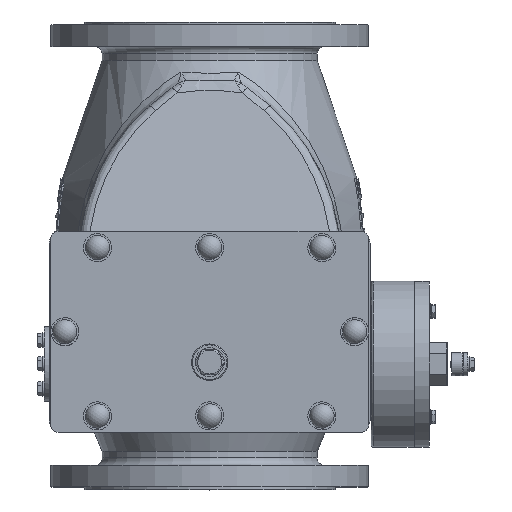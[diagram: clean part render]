
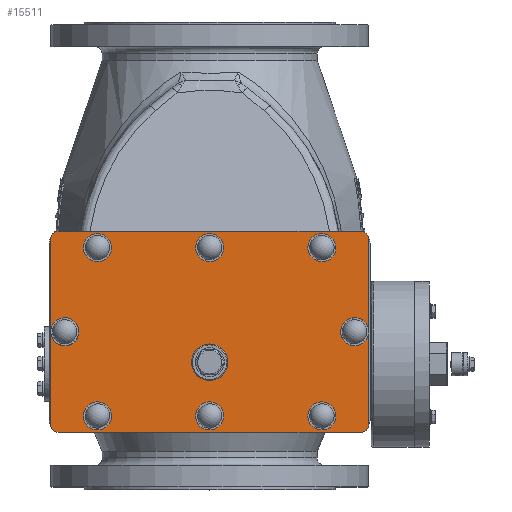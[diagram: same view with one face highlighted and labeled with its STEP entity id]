
A CAD part, top view. The second image highlights one B-rep face of the part: STEP entity #15511.
In plain terms, the highlighted planar face has unit normal (0, 0, 1).
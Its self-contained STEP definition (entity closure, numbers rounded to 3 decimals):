
#896=LINE('',#22225,#1647);
#897=LINE('',#22228,#1648);
#898=LINE('',#22232,#1649);
#899=LINE('',#22235,#1650);
#900=LINE('',#22237,#1651);
#901=LINE('',#22240,#1652);
#1647=VECTOR('',#18236,10.);
#1648=VECTOR('',#18239,10.);
#1649=VECTOR('',#18242,10.);
#1650=VECTOR('',#18245,10.);
#1651=VECTOR('',#18246,10.);
#1652=VECTOR('',#18249,10.);
#2775=FACE_BOUND('',#4053,.T.);
#2776=FACE_BOUND('',#4054,.T.);
#2777=FACE_BOUND('',#4055,.T.);
#2778=FACE_BOUND('',#4056,.T.);
#2779=FACE_BOUND('',#4057,.T.);
#2780=FACE_BOUND('',#4058,.T.);
#2781=FACE_BOUND('',#4059,.T.);
#3071=FACE_OUTER_BOUND('',#4052,.T.);
#4052=EDGE_LOOP('',(#9811,#9812,#9813,#9814,#9815,#9816,#9817,#9818,#9819,
#9820,#9821,#9822));
#4053=EDGE_LOOP('',(#9823));
#4054=EDGE_LOOP('',(#9824));
#4055=EDGE_LOOP('',(#9825));
#4056=EDGE_LOOP('',(#9826));
#4057=EDGE_LOOP('',(#9827));
#4058=EDGE_LOOP('',(#9828));
#4059=EDGE_LOOP('',(#9829));
#5227=CIRCLE('',#16520,19.5);
#5229=CIRCLE('',#16523,15.);
#5231=CIRCLE('',#16528,8.);
#5232=CIRCLE('',#16529,15.);
#5233=CIRCLE('',#16530,8.);
#5234=CIRCLE('',#16531,8.);
#5235=CIRCLE('',#16532,8.);
#5236=CIRCLE('',#16533,15.);
#5237=CIRCLE('',#16534,15.);
#5238=CIRCLE('',#16535,15.);
#5239=CIRCLE('',#16536,15.);
#5240=CIRCLE('',#16537,15.);
#5241=CIRCLE('',#16538,15.);
#5992=VERTEX_POINT('',#22209);
#5994=VERTEX_POINT('',#22214);
#5996=VERTEX_POINT('',#22221);
#5997=VERTEX_POINT('',#22222);
#5998=VERTEX_POINT('',#22224);
#5999=VERTEX_POINT('',#22227);
#6000=VERTEX_POINT('',#22229);
#6001=VERTEX_POINT('',#22231);
#6002=VERTEX_POINT('',#22233);
#6003=VERTEX_POINT('',#22236);
#6004=VERTEX_POINT('',#22238);
#6005=VERTEX_POINT('',#22241);
#6006=VERTEX_POINT('',#22243);
#6007=VERTEX_POINT('',#22245);
#6008=VERTEX_POINT('',#22247);
#6009=VERTEX_POINT('',#22249);
#6010=VERTEX_POINT('',#22251);
#7502=EDGE_CURVE('',#5992,#5992,#5227,.T.);
#7504=EDGE_CURVE('',#5994,#5994,#5229,.T.);
#7506=EDGE_CURVE('',#5996,#5997,#5231,.T.);
#7507=EDGE_CURVE('',#5998,#5996,#896,.T.);
#7508=EDGE_CURVE('',#5998,#5998,#5232,.T.);
#7509=EDGE_CURVE('',#5999,#5998,#897,.T.);
#7510=EDGE_CURVE('',#6000,#5999,#5233,.T.);
#7511=EDGE_CURVE('',#6001,#6000,#898,.T.);
#7512=EDGE_CURVE('',#6002,#6001,#5234,.T.);
#7513=EDGE_CURVE('',#5994,#6002,#899,.T.);
#7514=EDGE_CURVE('',#6003,#5994,#900,.T.);
#7515=EDGE_CURVE('',#6004,#6003,#5235,.T.);
#7516=EDGE_CURVE('',#5997,#6004,#901,.T.);
#7517=EDGE_CURVE('',#6005,#6005,#5236,.T.);
#7518=EDGE_CURVE('',#6006,#6006,#5237,.T.);
#7519=EDGE_CURVE('',#6007,#6007,#5238,.T.);
#7520=EDGE_CURVE('',#6008,#6008,#5239,.T.);
#7521=EDGE_CURVE('',#6009,#6009,#5240,.T.);
#7522=EDGE_CURVE('',#6010,#6010,#5241,.T.);
#9811=ORIENTED_EDGE('',*,*,#7506,.F.);
#9812=ORIENTED_EDGE('',*,*,#7507,.F.);
#9813=ORIENTED_EDGE('',*,*,#7508,.T.);
#9814=ORIENTED_EDGE('',*,*,#7509,.F.);
#9815=ORIENTED_EDGE('',*,*,#7510,.F.);
#9816=ORIENTED_EDGE('',*,*,#7511,.F.);
#9817=ORIENTED_EDGE('',*,*,#7512,.F.);
#9818=ORIENTED_EDGE('',*,*,#7513,.F.);
#9819=ORIENTED_EDGE('',*,*,#7504,.T.);
#9820=ORIENTED_EDGE('',*,*,#7514,.F.);
#9821=ORIENTED_EDGE('',*,*,#7515,.F.);
#9822=ORIENTED_EDGE('',*,*,#7516,.F.);
#9823=ORIENTED_EDGE('',*,*,#7502,.T.);
#9824=ORIENTED_EDGE('',*,*,#7517,.T.);
#9825=ORIENTED_EDGE('',*,*,#7518,.T.);
#9826=ORIENTED_EDGE('',*,*,#7519,.T.);
#9827=ORIENTED_EDGE('',*,*,#7520,.T.);
#9828=ORIENTED_EDGE('',*,*,#7521,.T.);
#9829=ORIENTED_EDGE('',*,*,#7522,.T.);
#14082=PLANE('',#16527);
#15511=ADVANCED_FACE('',(#3071,#2775,#2776,#2777,#2778,#2779,#2780,#2781),
#14082,.T.);
#16520=AXIS2_PLACEMENT_3D('',#22210,#18218,#18219);
#16523=AXIS2_PLACEMENT_3D('',#22215,#18224,#18225);
#16527=AXIS2_PLACEMENT_3D('',#22220,#18232,#18233);
#16528=AXIS2_PLACEMENT_3D('',#22223,#18234,#18235);
#16529=AXIS2_PLACEMENT_3D('',#22226,#18237,#18238);
#16530=AXIS2_PLACEMENT_3D('',#22230,#18240,#18241);
#16531=AXIS2_PLACEMENT_3D('',#22234,#18243,#18244);
#16532=AXIS2_PLACEMENT_3D('',#22239,#18247,#18248);
#16533=AXIS2_PLACEMENT_3D('',#22242,#18250,#18251);
#16534=AXIS2_PLACEMENT_3D('',#22244,#18252,#18253);
#16535=AXIS2_PLACEMENT_3D('',#22246,#18254,#18255);
#16536=AXIS2_PLACEMENT_3D('',#22248,#18256,#18257);
#16537=AXIS2_PLACEMENT_3D('',#22250,#18258,#18259);
#16538=AXIS2_PLACEMENT_3D('',#22252,#18260,#18261);
#18218=DIRECTION('center_axis',(0.,0.,-1.));
#18219=DIRECTION('ref_axis',(-1.,0.,0.));
#18224=DIRECTION('center_axis',(0.,0.,-1.));
#18225=DIRECTION('ref_axis',(-0.827,0.563,0.));
#18232=DIRECTION('center_axis',(0.,0.,1.));
#18233=DIRECTION('ref_axis',(1.,0.,0.));
#18234=DIRECTION('center_axis',(0.,0.,-1.));
#18235=DIRECTION('ref_axis',(0.,1.,0.));
#18236=DIRECTION('',(0.,1.,0.));
#18237=DIRECTION('center_axis',(0.,0.,-1.));
#18238=DIRECTION('ref_axis',(-0.827,0.563,0.));
#18239=DIRECTION('',(0.,1.,0.));
#18240=DIRECTION('center_axis',(0.,0.,-1.));
#18241=DIRECTION('ref_axis',(-1.,0.,0.));
#18242=DIRECTION('',(-1.,0.,0.));
#18243=DIRECTION('center_axis',(0.,0.,-1.));
#18244=DIRECTION('ref_axis',(0.,-1.,0.));
#18245=DIRECTION('',(0.,-1.,0.));
#18246=DIRECTION('',(0.,-1.,0.));
#18247=DIRECTION('center_axis',(0.,0.,-1.));
#18248=DIRECTION('ref_axis',(1.,0.,0.));
#18249=DIRECTION('',(1.,0.,0.));
#18250=DIRECTION('center_axis',(0.,0.,-1.));
#18251=DIRECTION('ref_axis',(-0.827,0.563,0.));
#18252=DIRECTION('center_axis',(0.,0.,-1.));
#18253=DIRECTION('ref_axis',(-0.827,0.563,0.));
#18254=DIRECTION('center_axis',(0.,0.,-1.));
#18255=DIRECTION('ref_axis',(-0.827,0.563,0.));
#18256=DIRECTION('center_axis',(0.,0.,-1.));
#18257=DIRECTION('ref_axis',(-0.827,0.563,0.));
#18258=DIRECTION('center_axis',(0.,0.,-1.));
#18259=DIRECTION('ref_axis',(-0.827,0.563,0.));
#18260=DIRECTION('center_axis',(0.,0.,-1.));
#18261=DIRECTION('ref_axis',(-0.827,0.563,0.));
#22209=CARTESIAN_POINT('',(19.5,-114.,240.));
#22210=CARTESIAN_POINT('Origin',(0.,-114.,
240.));
#22214=CARTESIAN_POINT('',(170.,-81.5,240.));
#22215=CARTESIAN_POINT('Origin',(155.,-81.5,240.));
#22220=CARTESIAN_POINT('Origin',(0.,-81.5,
240.));
#22221=CARTESIAN_POINT('',(-170.,18.,240.));
#22222=CARTESIAN_POINT('',(-162.,26.,240.));
#22223=CARTESIAN_POINT('Origin',(-162.,18.,240.));
#22224=CARTESIAN_POINT('',(-170.,-81.5,240.));
#22225=CARTESIAN_POINT('',(-170.,18.,240.));
#22226=CARTESIAN_POINT('Origin',(-155.,-81.5,240.));
#22227=CARTESIAN_POINT('',(-170.,-181.,240.));
#22228=CARTESIAN_POINT('',(-170.,18.,240.));
#22229=CARTESIAN_POINT('',(-162.,-189.,240.));
#22230=CARTESIAN_POINT('Origin',(-162.,-181.,240.));
#22231=CARTESIAN_POINT('',(162.,-189.,240.));
#22232=CARTESIAN_POINT('',(-162.,-189.,240.));
#22233=CARTESIAN_POINT('',(170.,-181.,240.));
#22234=CARTESIAN_POINT('Origin',(162.,-181.,240.));
#22235=CARTESIAN_POINT('',(170.,-181.,240.));
#22236=CARTESIAN_POINT('',(170.,18.,240.));
#22237=CARTESIAN_POINT('',(170.,-181.,240.));
#22238=CARTESIAN_POINT('',(162.,26.,240.));
#22239=CARTESIAN_POINT('Origin',(162.,18.,240.));
#22240=CARTESIAN_POINT('',(162.,26.,240.));
#22241=CARTESIAN_POINT('',(-132.402,16.938,240.));
#22242=CARTESIAN_POINT('Origin',(-120.,8.5,240.));
#22243=CARTESIAN_POINT('',(-132.402,-163.062,240.));
#22244=CARTESIAN_POINT('Origin',(-120.,-171.5,240.));
#22245=CARTESIAN_POINT('',(107.598,-163.062,240.));
#22246=CARTESIAN_POINT('Origin',(120.,-171.5,240.));
#22247=CARTESIAN_POINT('',(-12.402,-163.062,240.));
#22248=CARTESIAN_POINT('Origin',(0.,-171.5,240.));
#22249=CARTESIAN_POINT('',(-12.402,16.938,240.));
#22250=CARTESIAN_POINT('Origin',(0.,8.5,240.));
#22251=CARTESIAN_POINT('',(107.598,16.938,240.));
#22252=CARTESIAN_POINT('Origin',(120.,8.5,240.));
